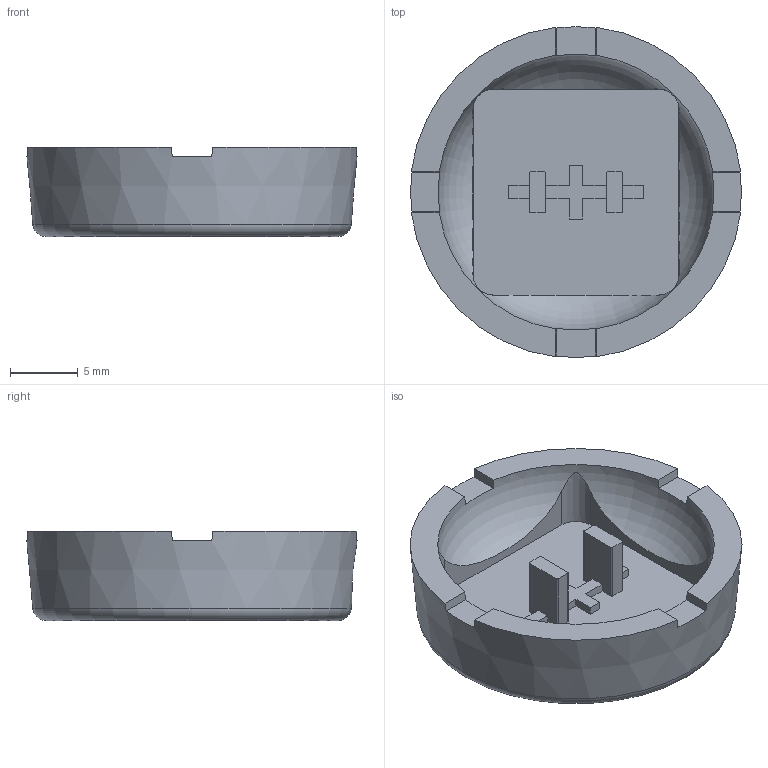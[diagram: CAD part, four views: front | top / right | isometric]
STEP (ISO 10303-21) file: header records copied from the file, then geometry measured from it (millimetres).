
FILE_DESCRIPTION(/* description */ (''),/* implementation_level */ '2;1');
FILE_NAME(/* name */ 'keycap-23.07.20A.stp',/* time_stamp */ '2023-07-20T15:03:48+08:00',/* author */ (''),/* organization */ (''),/* preprocessor_version */ 'ST-DEVELOPER v16',/* originating_system */ 'SIEMENS PLM Software NX 10.0',/* authorisation */ '');
FILE_SCHEMA (('AUTOMOTIVE_DESIGN { 1 0 10303 214 3 1 1 1 }'));
Length unit declared in the file: millimetre
Products named in the file (1): jims56E493263001
Bounding box: 24.45 x 24.46 x 6.6 mm (x, y, z)
Volume: 1544.1 mm3; surface area: 1703 mm2
Topology: 1 solids, 1 shells, 66 faces, 187 edges, 124 vertices
Faces by surface type: plane 51, cylinder 8, cone 5, torus 2
Entity records: 2311 total; most frequent: CARTESIAN_POINT 598, ORIENTED_EDGE 364, DIRECTION 330, EDGE_CURVE 182, VERTEX_POINT 122, LINE 120, VECTOR 120, AXIS2_PLACEMENT_3D 105
